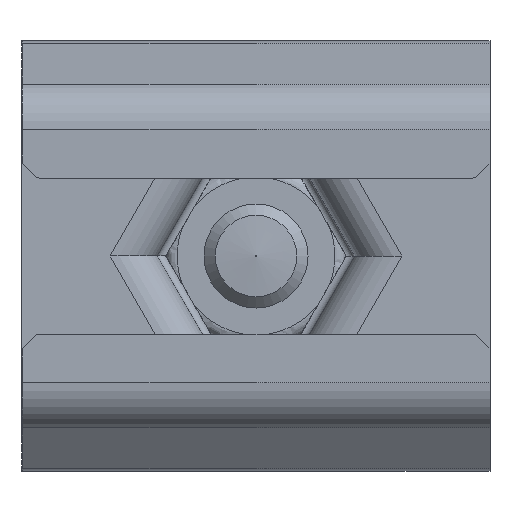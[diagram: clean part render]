
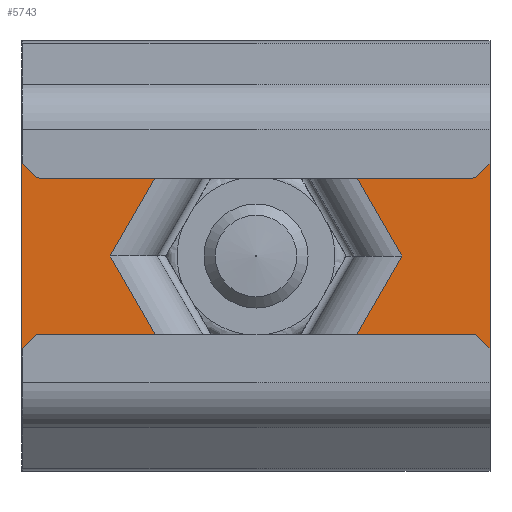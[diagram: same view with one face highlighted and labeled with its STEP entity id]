
A CAD part, front view. The second image highlights one B-rep face of the part: STEP entity #5743.
In plain terms, the highlighted planar face has unit normal (0, -1, 0).
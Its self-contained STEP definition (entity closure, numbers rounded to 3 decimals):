
#571=FACE_BOUND('',#954,.T.);
#603=FACE_OUTER_BOUND('',#953,.T.);
#953=EDGE_LOOP('',(#3803,#3804,#3805,#3806,#3807,#3808,#3809,#3810,#3811,
#3812,#3813,#3814));
#954=EDGE_LOOP('',(#3815,#3816,#3817,#3818,#3819,#3820));
#1335=ELLIPSE('',#6121,9.145,6.466);
#1336=ELLIPSE('',#6122,9.145,6.466);
#1337=ELLIPSE('',#6123,9.145,6.466);
#1338=ELLIPSE('',#6124,9.145,6.466);
#1407=LINE('',#8122,#1873);
#1408=LINE('',#8126,#1874);
#1409=LINE('',#8128,#1875);
#1410=LINE('',#8130,#1876);
#1411=LINE('',#8134,#1877);
#1412=LINE('',#8138,#1878);
#1413=LINE('',#8140,#1879);
#1414=LINE('',#8142,#1880);
#1415=LINE('',#8146,#1881);
#1416=LINE('',#8148,#1882);
#1417=LINE('',#8150,#1883);
#1418=LINE('',#8152,#1884);
#1419=LINE('',#8154,#1885);
#1420=LINE('',#8155,#1886);
#1873=VECTOR('',#6634,3.);
#1874=VECTOR('',#6637,10.);
#1875=VECTOR('',#6638,10.);
#1876=VECTOR('',#6639,10.);
#1877=VECTOR('',#6642,10.);
#1878=VECTOR('',#6645,10.);
#1879=VECTOR('',#6646,10.);
#1880=VECTOR('',#6647,10.);
#1881=VECTOR('',#6650,10.);
#1882=VECTOR('',#6651,10.);
#1883=VECTOR('',#6652,10.);
#1884=VECTOR('',#6653,10.);
#1885=VECTOR('',#6654,10.);
#1886=VECTOR('',#6655,10.);
#2339=VERTEX_POINT('',#8120);
#2340=VERTEX_POINT('',#8121);
#2341=VERTEX_POINT('',#8123);
#2342=VERTEX_POINT('',#8125);
#2343=VERTEX_POINT('',#8127);
#2344=VERTEX_POINT('',#8129);
#2345=VERTEX_POINT('',#8131);
#2346=VERTEX_POINT('',#8133);
#2347=VERTEX_POINT('',#8135);
#2348=VERTEX_POINT('',#8137);
#2349=VERTEX_POINT('',#8139);
#2350=VERTEX_POINT('',#8141);
#2351=VERTEX_POINT('',#8144);
#2352=VERTEX_POINT('',#8145);
#2353=VERTEX_POINT('',#8147);
#2354=VERTEX_POINT('',#8149);
#2355=VERTEX_POINT('',#8151);
#2356=VERTEX_POINT('',#8153);
#2913=EDGE_CURVE('',#2339,#2340,#1407,.T.);
#2914=EDGE_CURVE('',#2341,#2340,#1335,.T.);
#2915=EDGE_CURVE('',#2341,#2342,#1408,.T.);
#2916=EDGE_CURVE('',#2342,#2343,#1409,.T.);
#2917=EDGE_CURVE('',#2344,#2343,#1410,.T.);
#2918=EDGE_CURVE('',#2345,#2344,#1336,.T.);
#2919=EDGE_CURVE('',#2346,#2345,#1411,.T.);
#2920=EDGE_CURVE('',#2347,#2346,#1337,.T.);
#2921=EDGE_CURVE('',#2348,#2347,#1412,.T.);
#2922=EDGE_CURVE('',#2348,#2349,#1413,.T.);
#2923=EDGE_CURVE('',#2349,#2350,#1414,.T.);
#2924=EDGE_CURVE('',#2339,#2350,#1338,.T.);
#2925=EDGE_CURVE('',#2351,#2352,#1415,.T.);
#2926=EDGE_CURVE('',#2352,#2353,#1416,.T.);
#2927=EDGE_CURVE('',#2353,#2354,#1417,.T.);
#2928=EDGE_CURVE('',#2354,#2355,#1418,.T.);
#2929=EDGE_CURVE('',#2355,#2356,#1419,.T.);
#2930=EDGE_CURVE('',#2356,#2351,#1420,.T.);
#3803=ORIENTED_EDGE('',*,*,#2913,.T.);
#3804=ORIENTED_EDGE('',*,*,#2914,.F.);
#3805=ORIENTED_EDGE('',*,*,#2915,.T.);
#3806=ORIENTED_EDGE('',*,*,#2916,.T.);
#3807=ORIENTED_EDGE('',*,*,#2917,.F.);
#3808=ORIENTED_EDGE('',*,*,#2918,.F.);
#3809=ORIENTED_EDGE('',*,*,#2919,.F.);
#3810=ORIENTED_EDGE('',*,*,#2920,.F.);
#3811=ORIENTED_EDGE('',*,*,#2921,.F.);
#3812=ORIENTED_EDGE('',*,*,#2922,.T.);
#3813=ORIENTED_EDGE('',*,*,#2923,.T.);
#3814=ORIENTED_EDGE('',*,*,#2924,.F.);
#3815=ORIENTED_EDGE('',*,*,#2925,.T.);
#3816=ORIENTED_EDGE('',*,*,#2926,.T.);
#3817=ORIENTED_EDGE('',*,*,#2927,.T.);
#3818=ORIENTED_EDGE('',*,*,#2928,.T.);
#3819=ORIENTED_EDGE('',*,*,#2929,.T.);
#3820=ORIENTED_EDGE('',*,*,#2930,.T.);
#5583=PLANE('',#6120);
#5743=ADVANCED_FACE('',(#603,#571),#5583,.T.);
#6120=AXIS2_PLACEMENT_3D('',#8119,#6632,#6633);
#6121=AXIS2_PLACEMENT_3D('',#8124,#6635,#6636);
#6122=AXIS2_PLACEMENT_3D('',#8132,#6640,#6641);
#6123=AXIS2_PLACEMENT_3D('',#8136,#6643,#6644);
#6124=AXIS2_PLACEMENT_3D('',#8143,#6648,#6649);
#6632=DIRECTION('center_axis',(0.,-1.,0.));
#6633=DIRECTION('ref_axis',(1.,0.,0.));
#6634=DIRECTION('',(-1.,0.,0.));
#6635=DIRECTION('center_axis',(0.,-1.,0.));
#6636=DIRECTION('ref_axis',(0.,0.,-1.));
#6637=DIRECTION('',(-1.,0.,0.));
#6638=DIRECTION('',(0.,0.,-1.));
#6639=DIRECTION('',(-1.,0.,0.));
#6640=DIRECTION('center_axis',(0.,-1.,0.));
#6641=DIRECTION('ref_axis',(0.,0.,
1.));
#6642=DIRECTION('',(-1.,0.,0.));
#6643=DIRECTION('center_axis',(0.,-1.,0.));
#6644=DIRECTION('ref_axis',(0.,0.,
1.));
#6645=DIRECTION('',(-1.,0.,0.));
#6646=DIRECTION('',(0.,0.,1.));
#6647=DIRECTION('',(-1.,0.,0.));
#6648=DIRECTION('center_axis',(0.,-1.,0.));
#6649=DIRECTION('ref_axis',(0.,0.,
-1.));
#6650=DIRECTION('',(1.,0.,0.));
#6651=DIRECTION('',(0.5,0.,-0.866));
#6652=DIRECTION('',(-0.5,0.,-0.866));
#6653=DIRECTION('',(-1.,0.,0.));
#6654=DIRECTION('',(-0.5,0.,0.866));
#6655=DIRECTION('',(0.5,0.,0.866));
#8119=CARTESIAN_POINT('Origin',(31.5,49.,22.5));
#8120=CARTESIAN_POINT('',(46.928,49.,22.5));
#8121=CARTESIAN_POINT('',(16.072,49.,22.5));
#8122=CARTESIAN_POINT('',(31.5,49.,22.5));
#8123=CARTESIAN_POINT('',(6.928,49.,22.5));
#8124=CARTESIAN_POINT('Origin',(11.5,49.,28.966));
#8125=CARTESIAN_POINT('',(0.,49.,22.5));
#8126=CARTESIAN_POINT('',(31.5,49.,22.5));
#8127=CARTESIAN_POINT('',(0.,49.,-22.5));
#8128=CARTESIAN_POINT('',(0.,49.,-22.5));
#8129=CARTESIAN_POINT('',(6.928,49.,-22.5));
#8130=CARTESIAN_POINT('',(31.5,49.,-22.5));
#8131=CARTESIAN_POINT('',(16.072,49.,-22.5));
#8132=CARTESIAN_POINT('Origin',(11.5,49.,-28.966));
#8133=CARTESIAN_POINT('',(46.928,49.,-22.5));
#8134=CARTESIAN_POINT('',(31.5,49.,-22.5));
#8135=CARTESIAN_POINT('',(56.072,49.,-22.5));
#8136=CARTESIAN_POINT('Origin',(51.5,49.,-28.966));
#8137=CARTESIAN_POINT('',(63.,49.,-22.5));
#8138=CARTESIAN_POINT('',(31.5,49.,-22.5));
#8139=CARTESIAN_POINT('',(63.,49.,22.5));
#8140=CARTESIAN_POINT('',(63.,49.,-22.5));
#8141=CARTESIAN_POINT('',(56.072,49.,22.5));
#8142=CARTESIAN_POINT('',(31.5,49.,22.5));
#8143=CARTESIAN_POINT('Origin',(51.5,49.,28.966));
#8144=CARTESIAN_POINT('',(21.685,49.,17.));
#8145=CARTESIAN_POINT('',(41.315,49.,17.));
#8146=CARTESIAN_POINT('',(35.83,49.,17.));
#8147=CARTESIAN_POINT('',(51.13,49.,0.));
#8148=CARTESIAN_POINT('',(53.259,49.,-3.688));
#8149=CARTESIAN_POINT('',(41.315,49.,-17.));
#8150=CARTESIAN_POINT('',(39.186,49.,-20.688));
#8151=CARTESIAN_POINT('',(21.685,49.,-17.));
#8152=CARTESIAN_POINT('',(27.17,49.,-17.));
#8153=CARTESIAN_POINT('',(11.87,49.,0.));
#8154=CARTESIAN_POINT('',(19.484,49.,-13.188));
#8155=CARTESIAN_POINT('',(14.071,49.,3.813));
